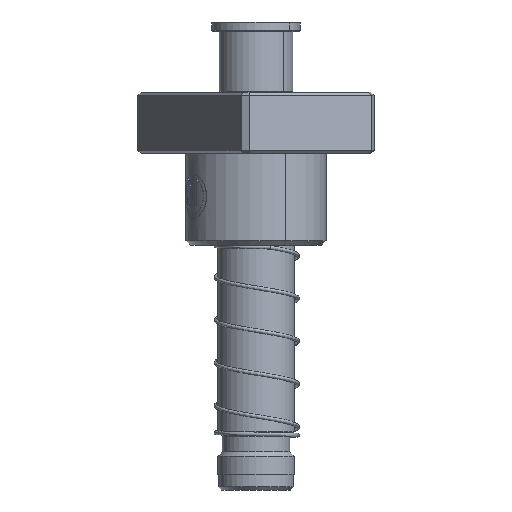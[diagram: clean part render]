
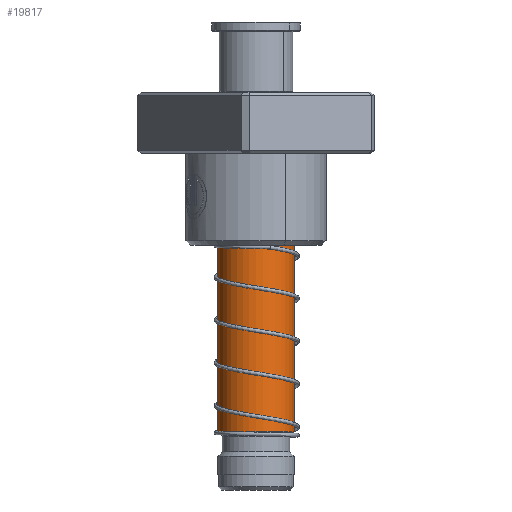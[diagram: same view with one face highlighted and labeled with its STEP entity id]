
A CAD part, front view. The second image highlights one B-rep face of the part: STEP entity #19817.
In plain terms, the highlighted cylindrical face has radius 12.5 mm (diameter 25 mm), a partial arc.
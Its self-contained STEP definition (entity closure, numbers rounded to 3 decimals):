
#205 = DIRECTION ( 'NONE',  ( 0., 0., -1. ) ) ;
#2101 = DIRECTION ( 'NONE',  ( 1., 0., 0. ) ) ;
#2439 = CARTESIAN_POINT ( 'NONE',  ( 12.5, 0., 130. ) ) ;
#3144 = VERTEX_POINT ( 'NONE', #20884 ) ;
#4059 = ORIENTED_EDGE ( 'NONE', *, *, #12727, .T. ) ;
#4272 = DIRECTION ( 'NONE',  ( -1., 0., 0. ) ) ;
#4283 = CARTESIAN_POINT ( 'NONE',  ( -12.5, 0., 127.5 ) ) ;
#4448 = DIRECTION ( 'NONE',  ( 0., 0., -1. ) ) ;
#4930 = CARTESIAN_POINT ( 'NONE',  ( 0., 0., 130. ) ) ;
#6415 = EDGE_CURVE ( 'NONE', #7291, #16318, #26116, .T. ) ;
#6879 = DIRECTION ( 'NONE',  ( 0., 0., -1. ) ) ;
#7291 = VERTEX_POINT ( 'NONE', #4283 ) ;
#7508 = CARTESIAN_POINT ( 'NONE',  ( 12.5, 0., 127.5 ) ) ;
#8058 = ORIENTED_EDGE ( 'NONE', *, *, #20367, .F. ) ;
#8651 = LINE ( 'NONE', #2439, #27252 ) ;
#9070 = CARTESIAN_POINT ( 'NONE',  ( -12.5, 0., 130. ) ) ;
#9442 = DIRECTION ( 'NONE',  ( -1., 0., 0. ) ) ;
#10435 = AXIS2_PLACEMENT_3D ( 'NONE', #4930, #205, #9442 ) ;
#11009 = CARTESIAN_POINT ( 'NONE',  ( 0., 0., 127.5 ) ) ;
#11261 = ORIENTED_EDGE ( 'NONE', *, *, #13839, .F. ) ;
#12727 = EDGE_CURVE ( 'NONE', #17434, #7291, #20355, .T. ) ;
#13382 = DIRECTION ( 'NONE',  ( 0., 0., -1. ) ) ;
#13839 = EDGE_CURVE ( 'NONE', #3144, #16318, #27711, .T. ) ;
#14191 = VECTOR ( 'NONE', #4448, 1000. ) ;
#16318 = VERTEX_POINT ( 'NONE', #21584 ) ;
#17434 = VERTEX_POINT ( 'NONE', #7508 ) ;
#17992 = EDGE_LOOP ( 'NONE', ( #8058, #4059, #22445, #11261 ) ) ;
#18103 = AXIS2_PLACEMENT_3D ( 'NONE', #24482, #13382, #4272 ) ;
#19817 = ADVANCED_FACE ( 'NONE', ( #25138 ), #28968, .T. ) ;
#20355 = CIRCLE ( 'NONE', #24106, 12.5 ) ;
#20367 = EDGE_CURVE ( 'NONE', #17434, #3144, #8651, .T. ) ;
#20884 = CARTESIAN_POINT ( 'NONE',  ( 12.5, 0., 19. ) ) ;
#21584 = CARTESIAN_POINT ( 'NONE',  ( -12.5, 0., 19. ) ) ;
#22445 = ORIENTED_EDGE ( 'NONE', *, *, #6415, .T. ) ;
#24106 = AXIS2_PLACEMENT_3D ( 'NONE', #11009, #26716, #2101 ) ;
#24482 = CARTESIAN_POINT ( 'NONE',  ( 0., 0., 19. ) ) ;
#25138 = FACE_OUTER_BOUND ( 'NONE', #17992, .T. ) ;
#26116 = LINE ( 'NONE', #9070, #14191 ) ;
#26716 = DIRECTION ( 'NONE',  ( 0., 0., -1. ) ) ;
#27252 = VECTOR ( 'NONE', #6879, 1000. ) ;
#27711 = CIRCLE ( 'NONE', #18103, 12.5 ) ;
#28968 = CYLINDRICAL_SURFACE ( 'NONE', #10435, 12.5 ) ;
